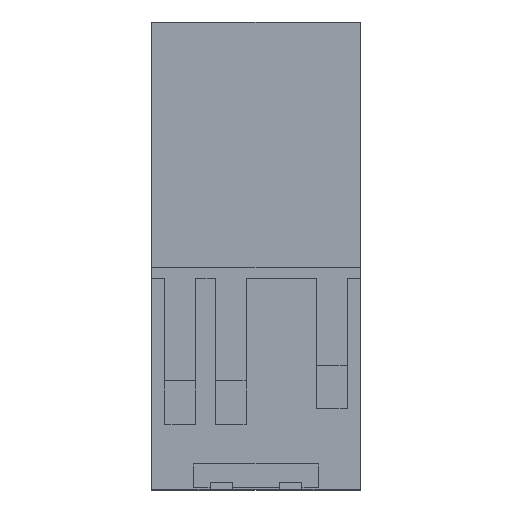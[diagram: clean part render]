
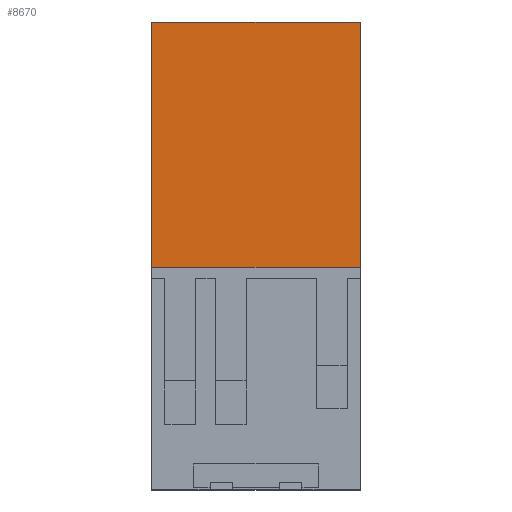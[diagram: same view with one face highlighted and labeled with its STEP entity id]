
A CAD part, front view. The second image highlights one B-rep face of the part: STEP entity #8670.
In plain terms, the highlighted planar face has unit normal (0, -1, 0).
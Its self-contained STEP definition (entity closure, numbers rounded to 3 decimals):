
#985=FACE_OUTER_BOUND('',#1415,.T.);
#1415=EDGE_LOOP('',(#6892,#6893,#6894,#6895,#6896,#6897,#6898,#6899));
#2186=LINE('',#12874,#3414);
#2218=LINE('',#12946,#3446);
#2222=LINE('',#12951,#3450);
#2240=LINE('',#12988,#3468);
#2241=LINE('',#12990,#3469);
#2242=LINE('',#12992,#3470);
#2243=LINE('',#12994,#3471);
#2244=LINE('',#12995,#3472);
#3414=VECTOR('',#10311,1.);
#3446=VECTOR('',#10365,1.);
#3450=VECTOR('',#10371,1.);
#3468=VECTOR('',#10393,1.);
#3469=VECTOR('',#10394,1.);
#3470=VECTOR('',#10395,1.);
#3471=VECTOR('',#10396,1.);
#3472=VECTOR('',#10397,1.);
#4570=VERTEX_POINT('',#12872);
#4571=VERTEX_POINT('',#12873);
#4599=VERTEX_POINT('',#12943);
#4600=VERTEX_POINT('',#12945);
#4617=VERTEX_POINT('',#12987);
#4618=VERTEX_POINT('',#12989);
#4619=VERTEX_POINT('',#12991);
#4620=VERTEX_POINT('',#12993);
#5422=EDGE_CURVE('',#4570,#4571,#2186,.T.);
#5458=EDGE_CURVE('',#4599,#4600,#2218,.T.);
#5462=EDGE_CURVE('',#4570,#4599,#2222,.T.);
#5480=EDGE_CURVE('',#4571,#4617,#2240,.T.);
#5481=EDGE_CURVE('',#4617,#4618,#2241,.T.);
#5482=EDGE_CURVE('',#4619,#4618,#2242,.T.);
#5483=EDGE_CURVE('',#4620,#4619,#2243,.T.);
#5484=EDGE_CURVE('',#4620,#4600,#2244,.T.);
#6892=ORIENTED_EDGE('',*,*,#5458,.F.);
#6893=ORIENTED_EDGE('',*,*,#5462,.F.);
#6894=ORIENTED_EDGE('',*,*,#5422,.T.);
#6895=ORIENTED_EDGE('',*,*,#5480,.T.);
#6896=ORIENTED_EDGE('',*,*,#5481,.T.);
#6897=ORIENTED_EDGE('',*,*,#5482,.F.);
#6898=ORIENTED_EDGE('',*,*,#5483,.F.);
#6899=ORIENTED_EDGE('',*,*,#5484,.T.);
#8285=PLANE('',#9139);
#8670=ADVANCED_FACE('',(#985),#8285,.T.);
#9139=AXIS2_PLACEMENT_3D('',#12986,#10391,#10392);
#10311=DIRECTION('',(-1.,0.,0.));
#10365=DIRECTION('',(-1.,0.,0.));
#10371=DIRECTION('',(0.,0.,-1.));
#10391=DIRECTION('center_axis',(0.,-1.,0.));
#10392=DIRECTION('ref_axis',(0.,0.,
-1.));
#10393=DIRECTION('',(0.,0.,-1.));
#10394=DIRECTION('',(1.,0.,0.));
#10395=DIRECTION('',(0.,0.,-1.));
#10396=DIRECTION('',(-1.,0.,0.));
#10397=DIRECTION('',(0.,0.,-1.));
#12872=CARTESIAN_POINT('',(27.2,11.7,61.1));
#12873=CARTESIAN_POINT('',(0.,11.7,61.1));
#12874=CARTESIAN_POINT('',(27.2,11.7,61.1));
#12943=CARTESIAN_POINT('',(27.2,11.7,22.1));
#12945=CARTESIAN_POINT('',(24.5,11.7,22.1));
#12946=CARTESIAN_POINT('',(24.5,11.7,22.1));
#12951=CARTESIAN_POINT('',(27.2,11.7,61.1));
#12986=CARTESIAN_POINT('Origin',(27.2,11.7,61.1));
#12987=CARTESIAN_POINT('',(0.,11.7,22.1));
#12988=CARTESIAN_POINT('',(0.,11.7,61.1));
#12989=CARTESIAN_POINT('',(2.7,11.7,22.1));
#12990=CARTESIAN_POINT('',(2.7,11.7,22.1));
#12991=CARTESIAN_POINT('',(2.7,11.7,29.1));
#12992=CARTESIAN_POINT('',(2.7,11.7,29.1));
#12993=CARTESIAN_POINT('',(24.5,11.7,29.1));
#12994=CARTESIAN_POINT('',(27.2,11.7,29.1));
#12995=CARTESIAN_POINT('',(24.5,11.7,29.1));
